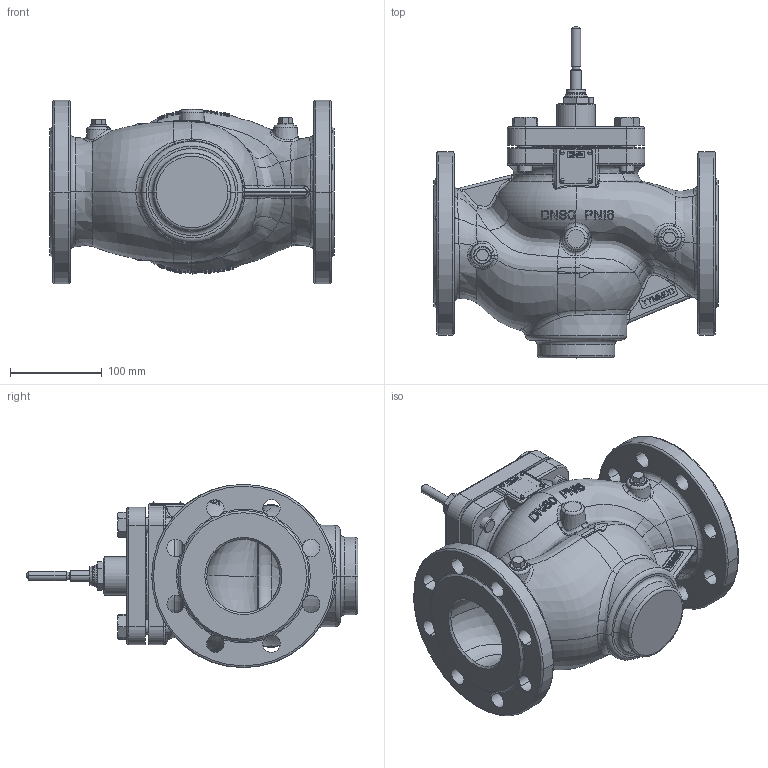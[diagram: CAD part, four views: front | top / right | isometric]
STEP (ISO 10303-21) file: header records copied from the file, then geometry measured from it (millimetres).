
FILE_DESCRIPTION((''),'2;1');
FILE_NAME('065B5501_VFG22_PN16_DN80_ASM','2022-10-28T14:56:57',('U240466'),('Danfoss'),'CREO PARAMETRIC BY PTC INC, 2020342','CREO PARAMETRIC BY PTC INC, 2020342','');
FILE_SCHEMA(('CONFIG_CONTROL_DESIGN'));
Products named in the file (24): 88650010_VALVE_BODY_VFG_DN80_1; 88650710_VALVE_COVER_VFG_DN80_1; 88652420_CON_INSERT_DN65-125_1; 5454070_1; 54590640_1; 8865140_ASM_1_ASM; 88651990_GUIDING_BUSH_DN65-80_1; 88651570_Q-RING_HOLDER_DN65-80_; 88652190_VFG_STEM_DN80_1; HEX_NUT_DIN934_M08_1; 51340080_1; 5184024_1; O_RING_DN65_COVER_1; O_RING_DN65_HOLDER_1; 5451349_1; IGUS_BUSH_10X12X9_1; 88652050_ANTI_STEM_DN65-80_1; LABEL_PLATE_37X37_1; 5589607_1; 51817290_M5_ZATIC_1; 54540510_1; 188610240_1; 065B5501_VFG22_PN16_DN80_ASM_1_ASM; 065B5501_VFG22_PN16_DN80_ASM
Assembly tree (37 placements, depth 4):
  065B5501_VFG22_PN16_DN80_ASM
    065B5501_VFG22_PN16_DN80_ASM_1_ASM
      88650010_VALVE_BODY_VFG_DN80_1
      88650710_VALVE_COVER_VFG_DN80_1
      8865140_ASM_1_ASM
        88652420_CON_INSERT_DN65-125_1
        5454070_1  x2
        54590640_1  x3
      88651990_GUIDING_BUSH_DN65-80_1
      88651570_Q-RING_HOLDER_DN65-80_
      88652190_VFG_STEM_DN80_1
      HEX_NUT_DIN934_M08_1
      51340080_1  x4
      5184024_1  x4
      O_RING_DN65_COVER_1
      O_RING_DN65_HOLDER_1
      5451349_1
      IGUS_BUSH_10X12X9_1
      88652050_ANTI_STEM_DN65-80_1
      LABEL_PLATE_37X37_1
      5589607_1  x4
      51817290_M5_ZATIC_1
      54540510_1  x2
      188610240_1  x2
Bounding box: 310 x 362.1 x 200 mm (x, y, z)
Volume: 3924973.4 mm3; surface area: 638742.1 mm2
Topology: 35 solids, 35 shells, 2666 faces, 7219 edges, 4686 vertices
Faces by surface type: plane 1531, cylinder 378, bspline 243, cone 236, torus 215, extrusion 45, sphere 18
Entity records: 105694 total; most frequent: CARTESIAN_POINT 45120, ORIENTED_EDGE 13526, DIRECTION 11099, EDGE_CURVE 6763, VERTEX_POINT 4430, AXIS2_PLACEMENT_3D 3780, VECTOR 3539, LINE 3494
